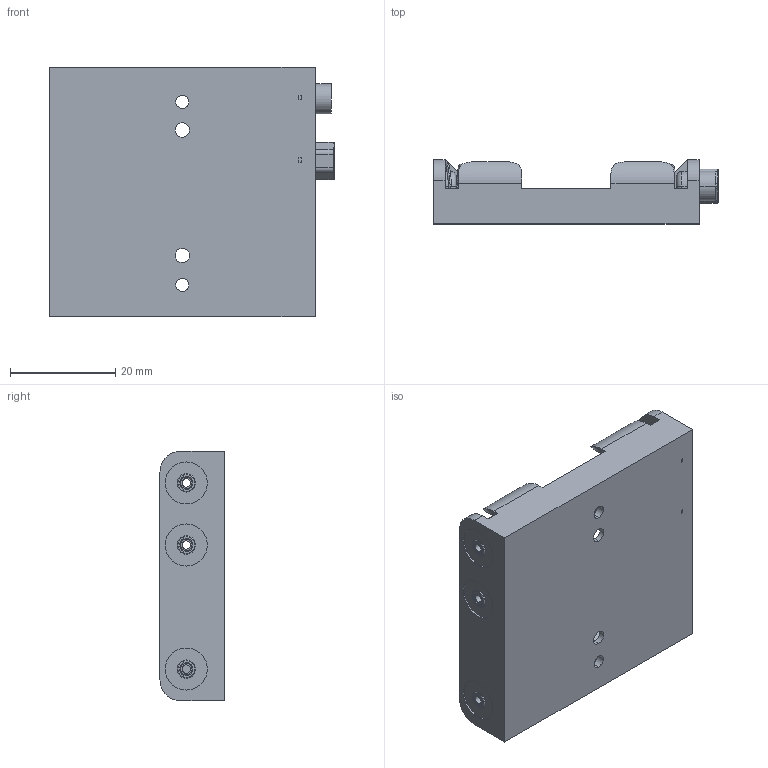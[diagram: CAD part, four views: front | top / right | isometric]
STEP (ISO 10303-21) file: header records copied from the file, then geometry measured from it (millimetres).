
FILE_DESCRIPTION (( 'STEP AP214' ), '1' );
FILE_NAME ('BC4AAASF.STEP', '2020-10-12T20:27:01', ( '' ), ( '' ), 'SwSTEP 2.0', 'SolidWorks 2017', '' );
FILE_SCHEMA (( 'AUTOMOTIVE_DESIGN' ));
Length unit declared in the file: millimetre
Products named in the file (1): BC4AAASF
Bounding box: 54.19 x 12.19 x 47.52 mm (x, y, z)
Volume: 7412.9 mm3; surface area: 11694.1 mm2
Topology: 11 solids, 11 shells, 659 faces, 1587 edges, 1017 vertices
Faces by surface type: plane 347, cylinder 209, torus 79, bspline 24
Entity records: 24285 total; most frequent: CARTESIAN_POINT 8422, DIRECTION 3357, ORIENTED_EDGE 3174, EDGE_CURVE 1587, AXIS2_PLACEMENT_3D 1210, VERTEX_POINT 1017, VECTOR 937, LINE 937
